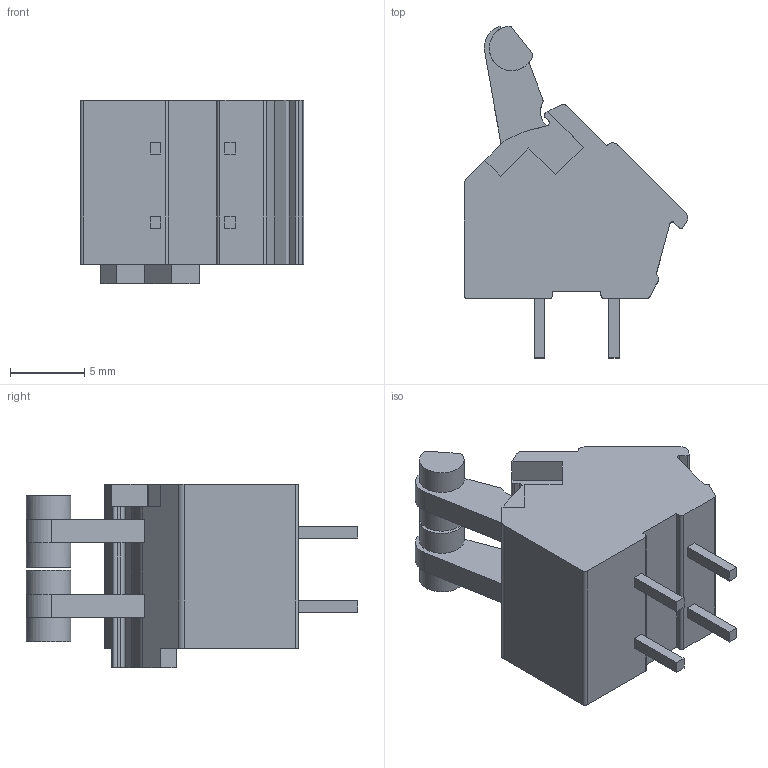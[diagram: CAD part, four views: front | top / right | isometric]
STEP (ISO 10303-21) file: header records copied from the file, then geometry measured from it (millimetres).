
FILE_DESCRIPTION((''),'2;1');
FILE_NAME('PRT0001','2024-10-15T09:55:28',('tluser'),(''),'CREO PARAMETRIC BY PTC INC, 2018100','CREO PARAMETRIC BY PTC INC, 2018100','');
FILE_SCHEMA(('CONFIG_CONTROL_DESIGN'));
Length unit declared in the file: millimetre
Products named in the file (1): PRT0001
Bounding box: 15 x 22.27 x 12.3 mm (x, y, z)
Volume: 1509.8 mm3; surface area: 1191.9 mm2
Topology: 1 solids, 1 shells, 192 faces, 502 edges, 318 vertices
Faces by surface type: plane 97, cylinder 75, bspline 10, sphere 4, torus 4, cone 2
Entity records: 6716 total; most frequent: CARTESIAN_POINT 1974, ORIENTED_EDGE 1004, DIRECTION 956, EDGE_CURVE 502, VECTOR 332, LINE 332, VERTEX_POINT 318, AXIS2_PLACEMENT_3D 312
